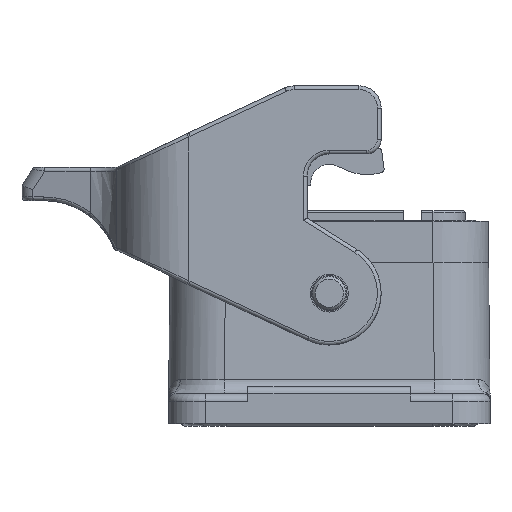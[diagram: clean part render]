
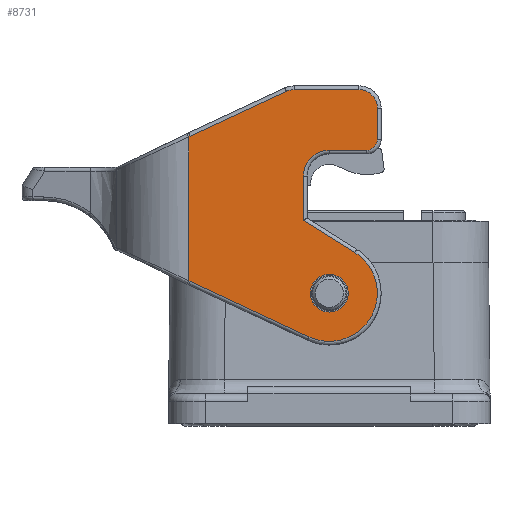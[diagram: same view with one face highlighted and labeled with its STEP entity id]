
A CAD part, left-side view. The second image highlights one B-rep face of the part: STEP entity #8731.
In plain terms, the highlighted planar face has unit normal (-1, 0, 0).
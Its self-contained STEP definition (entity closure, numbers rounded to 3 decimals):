
#8731=ADVANCED_FACE('',(#10396,#10397),#9478,.F.);
#9478=PLANE('',#27881);
#9981=CIRCLE('',#27716,2.55);
#10023=CIRCLE('',#27822,2.5);
#10026=CIRCLE('',#27826,1.5);
#10029=CIRCLE('',#27830,3.5);
#10032=CIRCLE('',#27835,6.5);
#10045=CIRCLE('',#27880,2.5);
#10396=FACE_BOUND('',#11324,.T.);
#10397=FACE_BOUND('',#11325,.T.);
#11324=EDGE_LOOP('',(#15515));
#11325=EDGE_LOOP('',(#15516,#15517,#15518,#15519,#15520,#15521,#15522,#15523,
#15524,#15525,#15526,#15527,#15528,#15529,#15530));
#15515=ORIENTED_EDGE('',*,*,#20650,.F.);
#15516=ORIENTED_EDGE('',*,*,#20921,.F.);
#15517=ORIENTED_EDGE('',*,*,#20602,.F.);
#15518=ORIENTED_EDGE('',*,*,#20829,.F.);
#15519=ORIENTED_EDGE('',*,*,#20827,.F.);
#15520=ORIENTED_EDGE('',*,*,#20825,.F.);
#15521=ORIENTED_EDGE('',*,*,#20823,.F.);
#15522=ORIENTED_EDGE('',*,*,#20821,.F.);
#15523=ORIENTED_EDGE('',*,*,#20819,.F.);
#15524=ORIENTED_EDGE('',*,*,#20817,.F.);
#15525=ORIENTED_EDGE('',*,*,#20815,.F.);
#15526=ORIENTED_EDGE('',*,*,#20813,.F.);
#15527=ORIENTED_EDGE('',*,*,#20810,.F.);
#15528=ORIENTED_EDGE('',*,*,#20922,.F.);
#15529=ORIENTED_EDGE('',*,*,#20923,.F.);
#15530=ORIENTED_EDGE('',*,*,#20924,.F.);
#18282=VERTEX_POINT('',#40509);
#18285=VERTEX_POINT('',#40576);
#18323=VERTEX_POINT('',#40709);
#18416=VERTEX_POINT('',#41047);
#18417=VERTEX_POINT('',#41048);
#18418=VERTEX_POINT('',#41053);
#18419=VERTEX_POINT('',#41081);
#18420=VERTEX_POINT('',#41085);
#18421=VERTEX_POINT('',#41113);
#18422=VERTEX_POINT('',#41117);
#18423=VERTEX_POINT('',#41145);
#18424=VERTEX_POINT('',#41156);
#18425=VERTEX_POINT('',#41160);
#18484=VERTEX_POINT('',#41758);
#18486=VERTEX_POINT('',#41774);
#18487=VERTEX_POINT('',#41776);
#20602=EDGE_CURVE('',#18285,#18282,#21809,.T.);
#20650=EDGE_CURVE('',#18323,#18323,#9981,.T.);
#20810=EDGE_CURVE('',#18416,#18417,#23265,.T.);
#20813=EDGE_CURVE('',#18417,#18418,#10023,.T.);
#20815=EDGE_CURVE('',#18418,#18419,#23266,.T.);
#20817=EDGE_CURVE('',#18419,#18420,#10026,.T.);
#20819=EDGE_CURVE('',#18420,#18421,#23267,.T.);
#20821=EDGE_CURVE('',#18421,#18422,#10029,.T.);
#20823=EDGE_CURVE('',#18422,#18423,#23268,.T.);
#20825=EDGE_CURVE('',#18423,#18424,#23269,.T.);
#20827=EDGE_CURVE('',#18424,#18425,#10032,.T.);
#20829=EDGE_CURVE('',#18425,#18285,#23270,.T.);
#20921=EDGE_CURVE('',#18282,#18484,#23311,.T.);
#20922=EDGE_CURVE('',#18486,#18416,#10045,.T.);
#20923=EDGE_CURVE('',#18487,#18486,#23312,.T.);
#20924=EDGE_CURVE('',#18484,#18487,#21846,.T.);
#21809=B_SPLINE_CURVE_WITH_KNOTS('',3,(#40572,#40573,#40574,#40575),
 .UNSPECIFIED.,.F.,.F.,(4,4),(0.,1.),.UNSPECIFIED.);
#21846=B_SPLINE_CURVE_WITH_KNOTS('',3,(#41777,#41778,#41779,#41780),
 .UNSPECIFIED.,.F.,.F.,(4,4),(0.,1.),.UNSPECIFIED.);
#23265=LINE('',#41046,#24985);
#23266=LINE('',#41080,#24986);
#23267=LINE('',#41112,#24987);
#23268=LINE('',#41144,#24988);
#23269=LINE('',#41155,#24989);
#23270=LINE('',#41187,#24990);
#23311=LINE('',#41764,#25031);
#23312=LINE('',#41775,#25032);
#24985=VECTOR('',#31911,1.);
#24986=VECTOR('',#31922,1.);
#24987=VECTOR('',#31931,1.);
#24988=VECTOR('',#31940,1.);
#24989=VECTOR('',#31943,1.);
#24990=VECTOR('',#31952,1.);
#25031=VECTOR('',#32079,1.);
#25032=VECTOR('',#32082,1.);
#27716=AXIS2_PLACEMENT_3D('',#40708,#31591,#31592);
#27822=AXIS2_PLACEMENT_3D('',#41052,#31918,#31919);
#27826=AXIS2_PLACEMENT_3D('',#41084,#31927,#31928);
#27830=AXIS2_PLACEMENT_3D('',#41116,#31936,#31937);
#27835=AXIS2_PLACEMENT_3D('',#41159,#31948,#31949);
#27880=AXIS2_PLACEMENT_3D('',#41773,#32080,#32081);
#27881=AXIS2_PLACEMENT_3D('',#41781,#32083,#32084);
#31591=DIRECTION('',(-1.,0.,0.));
#31592=DIRECTION('',(0.,-1.,0.));
#31911=DIRECTION('',(0.,-1.,0.));
#31918=DIRECTION('',(1.,0.,0.));
#31919=DIRECTION('',(0.,0.,1.));
#31922=DIRECTION('',(0.,0.,-1.));
#31927=DIRECTION('',(1.,0.,0.));
#31928=DIRECTION('',(0.,-1.,0.));
#31931=DIRECTION('',(0.,1.,0.));
#31936=DIRECTION('',(-1.,0.,0.));
#31937=DIRECTION('',(0.,0.,1.));
#31940=DIRECTION('',(0.,0.,-1.));
#31943=DIRECTION('',(0.,-0.848,-0.53));
#31948=DIRECTION('',(1.,0.,0.));
#31949=DIRECTION('',(0.,-0.53,0.848));
#31952=DIRECTION('',(0.,0.906,0.423));
#32079=DIRECTION('',(0.,0.,1.));
#32080=DIRECTION('',(1.,0.,0.));
#32081=DIRECTION('',(0.,0.423,0.906));
#32082=DIRECTION('',(0.,-0.906,0.423));
#32083=DIRECTION('',(1.,0.,0.));
#32084=DIRECTION('',(0.,-1.,0.));
#40509=CARTESIAN_POINT('',(-36.,19.,3.244));
#40572=CARTESIAN_POINT('',(-36.,18.781,3.136));
#40573=CARTESIAN_POINT('',(-36.,18.854,3.171));
#40574=CARTESIAN_POINT('',(-36.,18.927,3.207));
#40575=CARTESIAN_POINT('',(-36.,19.,3.242));
#40576=CARTESIAN_POINT('',(-36.,18.789,3.139));
#40708=CARTESIAN_POINT('',(-36.,0.,1.55));
#40709=CARTESIAN_POINT('',(-36.,-2.55,1.55));
#41046=CARTESIAN_POINT('',(-36.,4.745,29.05));
#41047=CARTESIAN_POINT('',(-36.,4.745,29.05));
#41048=CARTESIAN_POINT('',(-36.,-4.,29.05));
#41052=CARTESIAN_POINT('',(-36.,-4.,26.55));
#41053=CARTESIAN_POINT('',(-36.,-6.5,26.55));
#41080=CARTESIAN_POINT('',(-36.,-6.5,26.55));
#41081=CARTESIAN_POINT('',(-36.,-6.5,22.35));
#41084=CARTESIAN_POINT('',(-36.,-5.,22.35));
#41085=CARTESIAN_POINT('',(-36.,-5.,20.85));
#41112=CARTESIAN_POINT('',(-36.,-5.,20.85));
#41113=CARTESIAN_POINT('',(-36.,0.,20.85));
#41116=CARTESIAN_POINT('',(-36.,0.,17.35));
#41117=CARTESIAN_POINT('',(-36.,3.5,17.35));
#41144=CARTESIAN_POINT('',(-36.,3.5,17.35));
#41145=CARTESIAN_POINT('',(-36.,3.5,11.402));
#41155=CARTESIAN_POINT('',(-36.,3.5,11.402));
#41156=CARTESIAN_POINT('',(-36.,-3.444,7.062));
#41159=CARTESIAN_POINT('',(-36.,0.,1.55));
#41160=CARTESIAN_POINT('',(-36.,2.747,-4.341));
#41187=CARTESIAN_POINT('',(-36.,2.747,-4.341));
#41758=CARTESIAN_POINT('',(-36.,19.,22.655));
#41764=CARTESIAN_POINT('',(-36.,19.,3.242));
#41773=CARTESIAN_POINT('',(-36.,4.745,26.55));
#41774=CARTESIAN_POINT('',(-36.,5.802,28.816));
#41775=CARTESIAN_POINT('',(-36.,18.789,22.76));
#41776=CARTESIAN_POINT('',(-36.,18.781,22.764));
#41777=CARTESIAN_POINT('',(-36.,19.,22.657));
#41778=CARTESIAN_POINT('',(-36.,18.927,22.692));
#41779=CARTESIAN_POINT('',(-36.,18.854,22.728));
#41780=CARTESIAN_POINT('',(-36.,18.781,22.764));
#41781=CARTESIAN_POINT('',(-36.,20.,30.425));
